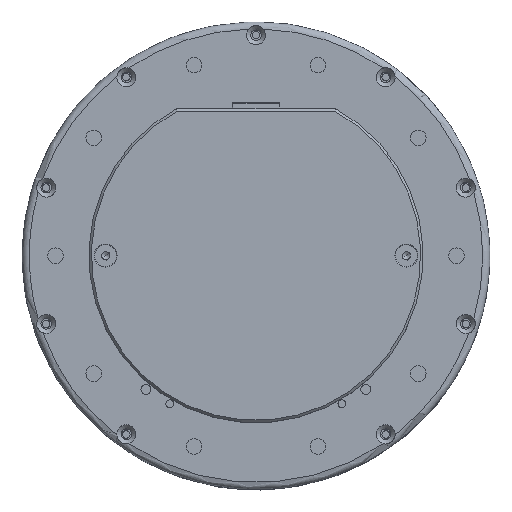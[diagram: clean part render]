
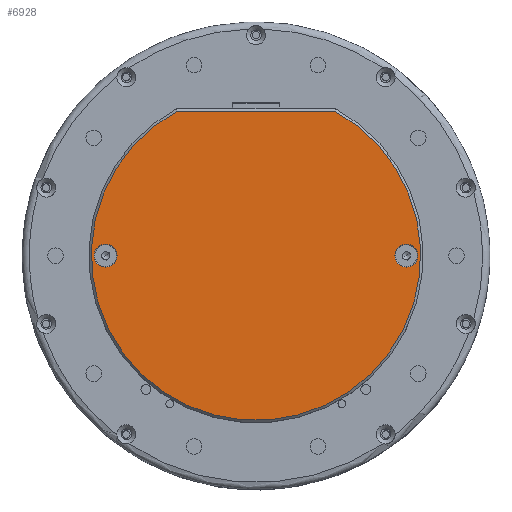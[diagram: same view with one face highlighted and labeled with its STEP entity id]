
A CAD part, top view. The second image highlights one B-rep face of the part: STEP entity #6928.
In plain terms, the highlighted planar face has unit normal (0, 0, 1).
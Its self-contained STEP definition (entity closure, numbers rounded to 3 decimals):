
#5381=PLANE('',#26813);
#5785=FACE_BOUND('',#9752,.T.);
#5786=FACE_BOUND('',#9753,.T.);
#5787=FACE_BOUND('',#9754,.T.);
#6928=ADVANCED_FACE('',(#5785,#5786,#5787),#5381,.F.);
#9752=EDGE_LOOP('',(#16237,#16238));
#9753=EDGE_LOOP('',(#16239,#16240));
#9754=EDGE_LOOP('',(#16241,#16242));
#10764=CIRCLE('',#26756,2.4);
#10766=CIRCLE('',#26759,2.4);
#10789=CIRCLE('',#26806,2.4);
#10790=CIRCLE('',#26808,2.4);
#10791=CIRCLE('',#26811,34.5);
#16237=ORIENTED_EDGE('',*,*,#20702,.T.);
#16238=ORIENTED_EDGE('',*,*,#20700,.T.);
#16239=ORIENTED_EDGE('',*,*,#20774,.T.);
#16240=ORIENTED_EDGE('',*,*,#20773,.T.);
#16241=ORIENTED_EDGE('',*,*,#20770,.F.);
#16242=ORIENTED_EDGE('',*,*,#20768,.F.);
#17996=VERTEX_POINT('',#39781);
#17998=VERTEX_POINT('',#39785);
#18039=VERTEX_POINT('',#39919);
#18040=VERTEX_POINT('',#39921);
#18041=VERTEX_POINT('',#39930);
#18042=VERTEX_POINT('',#39935);
#20700=EDGE_CURVE('',#17996,#17998,#10764,.T.);
#20702=EDGE_CURVE('',#17998,#17996,#10766,.T.);
#20768=EDGE_CURVE('',#18039,#18040,#10789,.T.);
#20770=EDGE_CURVE('',#18040,#18039,#10790,.T.);
#20773=EDGE_CURVE('',#18041,#18042,#22337,.T.);
#20774=EDGE_CURVE('',#18042,#18041,#10791,.T.);
#22337=LINE('',#39936,#23893);
#23893=VECTOR('',#32672,1.);
#26756=AXIS2_PLACEMENT_3D('',#39786,#32520,#32521);
#26759=AXIS2_PLACEMENT_3D('',#39789,#32526,#32527);
#26806=AXIS2_PLACEMENT_3D('',#39920,#32663,#32664);
#26808=AXIS2_PLACEMENT_3D('',#39924,#32668,#32669);
#26811=AXIS2_PLACEMENT_3D('',#39938,#32675,#32676);
#26813=AXIS2_PLACEMENT_3D('',#39940,#32679,#32680);
#32520=DIRECTION('',(0.,0.,-1.));
#32521=DIRECTION('',(-1.,0.,0.));
#32526=DIRECTION('',(0.,0.,-1.));
#32527=DIRECTION('',(-1.,0.,0.));
#32663=DIRECTION('',(0.,0.,1.));
#32664=DIRECTION('',(-1.,0.,0.));
#32668=DIRECTION('',(0.,0.,1.));
#32669=DIRECTION('',(-1.,0.,0.));
#32672=DIRECTION('',(-1.,0.,0.));
#32675=DIRECTION('',(0.,0.,1.));
#32676=DIRECTION('',(-1.,0.,0.));
#32679=DIRECTION('',(0.,0.,-1.));
#32680=DIRECTION('',(0.,-1.,0.));
#39781=CARTESIAN_POINT('',(-31.5,-2.4,44.9));
#39785=CARTESIAN_POINT('',(-31.5,2.4,44.9));
#39786=CARTESIAN_POINT('',(-31.5,0.,44.9));
#39789=CARTESIAN_POINT('',(-31.5,0.,44.9));
#39919=CARTESIAN_POINT('',(31.5,2.4,44.9));
#39920=CARTESIAN_POINT('',(31.5,0.,44.9));
#39921=CARTESIAN_POINT('',(31.5,-2.4,44.9));
#39924=CARTESIAN_POINT('',(31.5,0.,44.9));
#39930=CARTESIAN_POINT('',(16.497,30.3,44.9));
#39935=CARTESIAN_POINT('',(-16.497,30.3,44.9));
#39936=CARTESIAN_POINT('',(0.,30.3,44.9));
#39938=CARTESIAN_POINT('',(0.,0.,44.9));
#39940=CARTESIAN_POINT('',(0.,0.,44.9));
